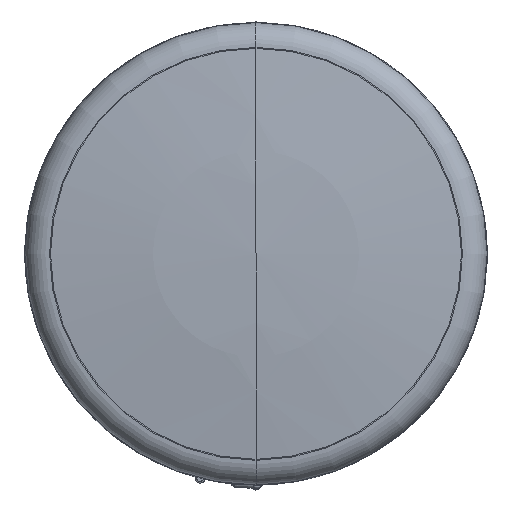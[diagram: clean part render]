
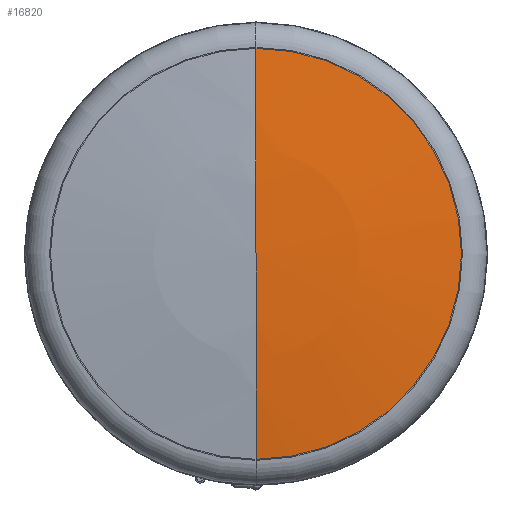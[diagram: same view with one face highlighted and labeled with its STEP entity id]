
A CAD part, front view. The second image highlights one B-rep face of the part: STEP entity #16820.
In plain terms, the highlighted spherical face has radius 242.803 mm.
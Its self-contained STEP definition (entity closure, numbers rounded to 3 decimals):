
#2153=CARTESIAN_POINT('',(0.,-152.95,0.));
#2154=DIRECTION('',(0.,1.,0.));
#2155=DIRECTION('',(0.,0.,1.));
#2156=AXIS2_PLACEMENT_3D('',#2153,#2154,#2155);
#2163=CARTESIAN_POINT('',(0.,87.853,0.));
#2164=DIRECTION('',(1.,0.,0.));
#2165=DIRECTION('',(0.,-0.992,0.128));
#2166=AXIS2_PLACEMENT_3D('',#2163,#2164,#2165);
#2168=CARTESIAN_POINT('',(0.,87.853,0.));
#2169=DIRECTION('',(-1.,0.,0.));
#2170=DIRECTION('',(0.,-0.992,-0.128));
#2171=AXIS2_PLACEMENT_3D('',#2168,#2169,#2170);
#14642=CARTESIAN_POINT('',(0.,-152.95,31.1));
#14643=CARTESIAN_POINT('',(0.,-152.95,-31.1));
#14644=VERTEX_POINT('',#14642);
#14645=VERTEX_POINT('',#14643);
#14646=CARTESIAN_POINT('',(0.,-154.95,0.));
#14647=VERTEX_POINT('',#14646);
#16808=CARTESIAN_POINT('',(0.,87.853,0.));
#16809=DIRECTION('',(0.,-1.,0.));
#16810=DIRECTION('',(0.,0.,-1.));
#16811=AXIS2_PLACEMENT_3D('',#16808,#16809,#16810);
#16812=SPHERICAL_SURFACE('',#16811,242.803);
#16813=ORIENTED_EDGE('',*,*,#16801,.T.);
#16815=ORIENTED_EDGE('',*,*,#16814,.T.);
#16817=ORIENTED_EDGE('',*,*,#16816,.F.);
#16818=EDGE_LOOP('',(#16813,#16815,#16817));
#16819=FACE_OUTER_BOUND('',#16818,.F.);
#16820=ADVANCED_FACE('',(#16819),#16812,.T.);
#2157=CIRCLE('',#2156,31.1);
#2167=CIRCLE('',#2166,242.803);
#2172=CIRCLE('',#2171,242.803);
#16801=EDGE_CURVE('',#14644,#14645,#2157,.T.);
#16814=EDGE_CURVE('',#14645,#14647,#2172,.T.);
#16816=EDGE_CURVE('',#14644,#14647,#2167,.T.);
